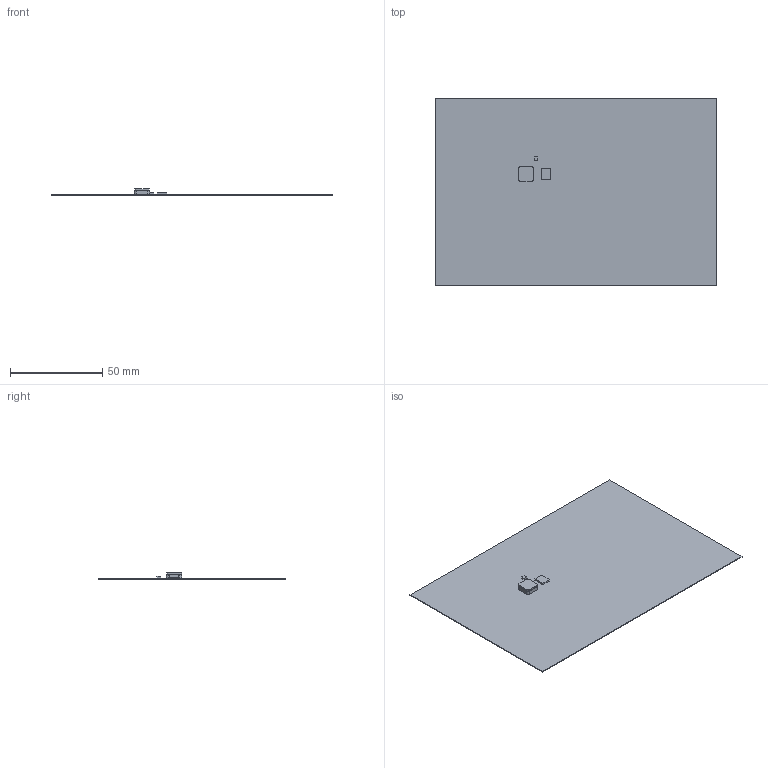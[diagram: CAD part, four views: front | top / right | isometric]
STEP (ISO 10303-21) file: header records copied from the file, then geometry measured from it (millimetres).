
FILE_DESCRIPTION(('Open CASCADE Model'),'2;1');
FILE_NAME('Open CASCADE Shape Model','2018-03-31T15:51:41',('Author'),( 'Open CASCADE'),'Open CASCADE STEP processor 6.2','Open CASCADE 6.2' ,'Unknown');
FILE_SCHEMA(('AUTOMOTIVE_DESIGN { 1 0 10303 214 1 1 1 1 }'));
Length unit declared in the file: millimetre
Products named in the file (10): PCB; BoardWireless_power; Q1Wireless_power; 611974848; Extruded; L1Wireless_power; IHLP3232CZ; U1Wireless_power; 611974720
Assembly tree (9 placements, depth 4):
  PCB
    BoardWireless_power
    Q1Wireless_power
      611974848
        Extruded
    L1Wireless_power
      IHLP3232CZ
    U1Wireless_power
      611974720
        Extruded
Bounding box: 152.4 x 101.6 x 3.25 mm (x, y, z)
Volume: 6594.3 mm3; surface area: 31503.8 mm2
Topology: 4 solids, 4 shells, 112 faces, 278 edges, 173 vertices
Faces by surface type: plane 84, cylinder 18, bspline 10
Entity records: 9290 total; most frequent: CARTESIAN_POINT 3144, DIRECTION 894, LINE 598, VECTOR 598, ORIENTED_EDGE 554, PCURVE 554, DEFINITIONAL_REPRESENTATION 554, EDGE_CURVE 277
